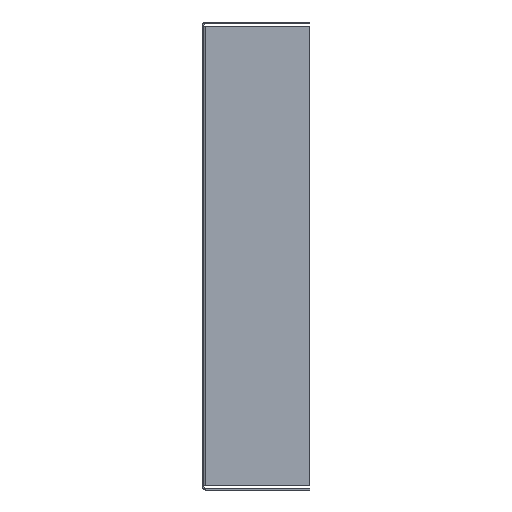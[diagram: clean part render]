
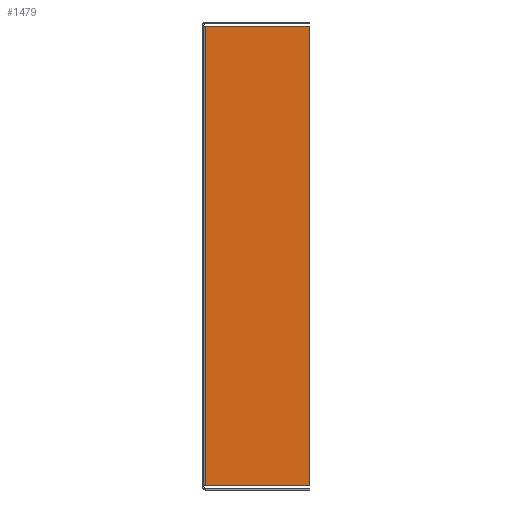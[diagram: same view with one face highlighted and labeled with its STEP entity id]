
A CAD part, left-side view. The second image highlights one B-rep face of the part: STEP entity #1479.
In plain terms, the highlighted planar face has unit normal (-1, 0, 0).
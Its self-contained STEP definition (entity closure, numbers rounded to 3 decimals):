
#4 = LINE ( 'NONE', #3288, #2938 ) ;
#81 = CARTESIAN_POINT ( 'NONE',  ( -211.737, -1., 139.25 ) ) ;
#115 = EDGE_LOOP ( 'NONE', ( #829, #2489, #3162, #4370 ) ) ;
#167 = PLANE ( 'NONE',  #2634 ) ;
#453 = EDGE_CURVE ( 'NONE', #1222, #4516, #4, .T. ) ;
#633 = VECTOR ( 'NONE', #2053, 1000. ) ;
#695 = VERTEX_POINT ( 'NONE', #3440 ) ;
#829 = ORIENTED_EDGE ( 'NONE', *, *, #453, .F. ) ;
#861 = CARTESIAN_POINT ( 'NONE',  ( -211.737, -65., 69.625 ) ) ;
#899 = DIRECTION ( 'NONE',  ( 0., 0., 1. ) ) ;
#1222 = VERTEX_POINT ( 'NONE', #5109 ) ;
#1320 = DIRECTION ( 'NONE',  ( 0., -1., 0. ) ) ;
#1479 = ADVANCED_FACE ( 'NONE', ( #4914 ), #167, .F. ) ;
#1692 = CARTESIAN_POINT ( 'NONE',  ( -211.737, -200., -139.25 ) ) ;
#1836 = VECTOR ( 'NONE', #3680, 1000. ) ;
#2053 = DIRECTION ( 'NONE',  ( 0., 0., -1. ) ) ;
#2083 = DIRECTION ( 'NONE',  ( 0., 1., 0. ) ) ;
#2124 = DIRECTION ( 'NONE',  ( 1., 0., 0. ) ) ;
#2489 = ORIENTED_EDGE ( 'NONE', *, *, #2628, .F. ) ;
#2628 = EDGE_CURVE ( 'NONE', #695, #1222, #4072, .T. ) ;
#2634 = AXIS2_PLACEMENT_3D ( 'NONE', #4083, #2124, #1320 ) ;
#2938 = VECTOR ( 'NONE', #899, 1000. ) ;
#3120 = EDGE_CURVE ( 'NONE', #4396, #695, #4425, .T. ) ;
#3162 = ORIENTED_EDGE ( 'NONE', *, *, #3120, .F. ) ;
#3288 = CARTESIAN_POINT ( 'NONE',  ( -211.737, -2., 0. ) ) ;
#3440 = CARTESIAN_POINT ( 'NONE',  ( -211.737, -65., -139.25 ) ) ;
#3680 = DIRECTION ( 'NONE',  ( 0., -1., 0. ) ) ;
#3746 = CARTESIAN_POINT ( 'NONE',  ( -211.737, -2., 139.25 ) ) ;
#4006 = EDGE_CURVE ( 'NONE', #4516, #4396, #4102, .T. ) ;
#4016 = CARTESIAN_POINT ( 'NONE',  ( -211.737, -65., 139.25 ) ) ;
#4072 = LINE ( 'NONE', #1692, #4391 ) ;
#4083 = CARTESIAN_POINT ( 'NONE',  ( -211.737, 0., 0. ) ) ;
#4102 = LINE ( 'NONE', #81, #1836 ) ;
#4370 = ORIENTED_EDGE ( 'NONE', *, *, #4006, .F. ) ;
#4391 = VECTOR ( 'NONE', #2083, 1000. ) ;
#4396 = VERTEX_POINT ( 'NONE', #4016 ) ;
#4425 = LINE ( 'NONE', #861, #633 ) ;
#4516 = VERTEX_POINT ( 'NONE', #3746 ) ;
#4914 = FACE_OUTER_BOUND ( 'NONE', #115, .T. ) ;
#5109 = CARTESIAN_POINT ( 'NONE',  ( -211.737, -2., -139.25 ) ) ;
